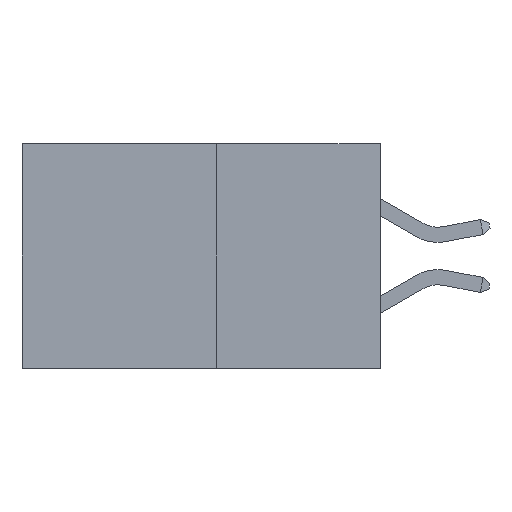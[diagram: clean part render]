
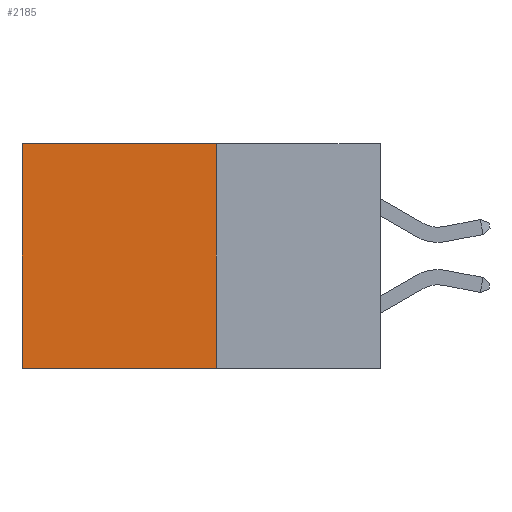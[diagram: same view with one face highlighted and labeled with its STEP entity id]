
A CAD part, left-side view. The second image highlights one B-rep face of the part: STEP entity #2185.
In plain terms, the highlighted planar face has unit normal (-1, 0, 0).
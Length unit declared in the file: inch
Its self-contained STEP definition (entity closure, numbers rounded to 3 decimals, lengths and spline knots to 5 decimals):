
#170 = CARTESIAN_POINT ( 'NONE',  ( 0.277, 0.59, -0.37 ) ) ;
#277 = CARTESIAN_POINT ( 'NONE',  ( 0.277, 0.27, -0.37 ) ) ;
#715 = CARTESIAN_POINT ( 'NONE',  ( 0.277, 0.27, -0.37 ) ) ;
#827 = AXIS2_PLACEMENT_3D ( 'NONE', #6076, #5796, #7023 ) ;
#904 = VECTOR ( 'NONE', #906, 39.37008 ) ;
#906 = DIRECTION ( 'NONE',  ( 0., 0., -1. ) ) ;
#1106 = VECTOR ( 'NONE', #7317, 39.37008 ) ;
#1138 = LINE ( 'NONE', #1688, #904 ) ;
#1201 = VECTOR ( 'NONE', #1703, 39.37008 ) ;
#1688 = CARTESIAN_POINT ( 'NONE',  ( 0.277, 0.59, -0.37 ) ) ;
#1703 = DIRECTION ( 'NONE',  ( 0., 1., 0. ) ) ;
#2185 = ADVANCED_FACE ( 'NONE', ( #7600 ), #5090, .F. ) ;
#2367 = CARTESIAN_POINT ( 'NONE',  ( 0.277, 0.59, 0. ) ) ;
#2893 = ORIENTED_EDGE ( 'NONE', *, *, #3207, .T. ) ;
#3207 = EDGE_CURVE ( 'NONE', #5313, #4944, #1138, .T. ) ;
#3807 = EDGE_CURVE ( 'NONE', #7826, #7816, #8195, .T. ) ;
#4150 = CARTESIAN_POINT ( 'NONE',  ( 0.277, 0.27, -0.37 ) ) ;
#4913 = ORIENTED_EDGE ( 'NONE', *, *, #3807, .F. ) ;
#4944 = VERTEX_POINT ( 'NONE', #170 ) ;
#5090 = PLANE ( 'NONE',  #827 ) ;
#5313 = VERTEX_POINT ( 'NONE', #2367 ) ;
#5419 = CARTESIAN_POINT ( 'NONE',  ( 0.277, 0.27, 0. ) ) ;
#5796 = DIRECTION ( 'NONE',  ( 1., 0., 0. ) ) ;
#6076 = CARTESIAN_POINT ( 'NONE',  ( 0.277, 0.27, -0.37 ) ) ;
#6210 = VECTOR ( 'NONE', #8144, 39.37008 ) ;
#6458 = ORIENTED_EDGE ( 'NONE', *, *, #8032, .F. ) ;
#6676 = ORIENTED_EDGE ( 'NONE', *, *, #6832, .T. ) ;
#6706 = LINE ( 'NONE', #7570, #1106 ) ;
#6832 = EDGE_CURVE ( 'NONE', #7826, #5313, #6706, .T. ) ;
#7023 = DIRECTION ( 'NONE',  ( 0., 0., -1. ) ) ;
#7317 = DIRECTION ( 'NONE',  ( 0., 1., 0. ) ) ;
#7570 = CARTESIAN_POINT ( 'NONE',  ( 0.277, 0.27, 0. ) ) ;
#7600 = FACE_OUTER_BOUND ( 'NONE', #8717, .T. ) ;
#7816 = VERTEX_POINT ( 'NONE', #715 ) ;
#7826 = VERTEX_POINT ( 'NONE', #5419 ) ;
#8032 = EDGE_CURVE ( 'NONE', #7816, #4944, #8326, .T. ) ;
#8144 = DIRECTION ( 'NONE',  ( 0., 0., -1. ) ) ;
#8195 = LINE ( 'NONE', #4150, #6210 ) ;
#8326 = LINE ( 'NONE', #277, #1201 ) ;
#8717 = EDGE_LOOP ( 'NONE', ( #2893, #6458, #4913, #6676 ) ) ;
